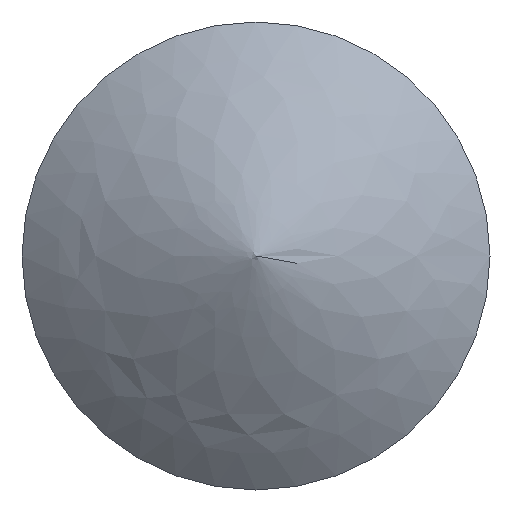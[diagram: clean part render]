
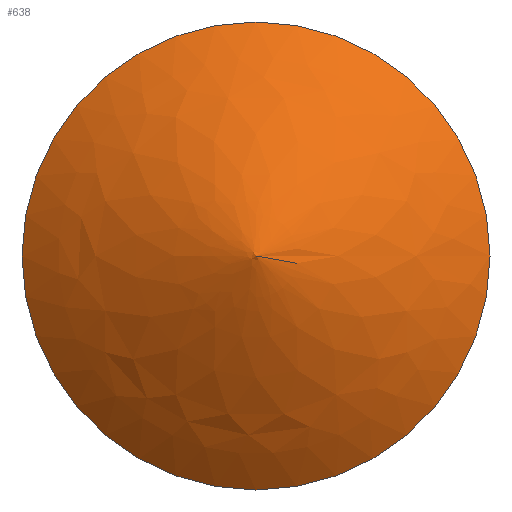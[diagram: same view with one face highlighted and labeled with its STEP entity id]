
A CAD part, front view. The second image highlights one B-rep face of the part: STEP entity #638.
In plain terms, the highlighted face is a revolution surface.
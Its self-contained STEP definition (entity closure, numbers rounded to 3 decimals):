
#43 = CYLINDRICAL_SURFACE('',#44,40.);
#44 = AXIS2_PLACEMENT_3D('',#45,#46,#47);
#45 = CARTESIAN_POINT('',(0.,27.474,0.));
#46 = DIRECTION('',(-0.,-1.,-0.));
#47 = DIRECTION('',(1.,0.,0.));
#91 = VERTEX_POINT('',#92);
#92 = CARTESIAN_POINT('',(40.,22.474,0.));
#113 = EDGE_CURVE('',#91,#91,#114,.T.);
#114 = SURFACE_CURVE('',#115,(#120,#127),.PCURVE_S1.);
#115 = CIRCLE('',#116,40.);
#116 = AXIS2_PLACEMENT_3D('',#117,#118,#119);
#117 = CARTESIAN_POINT('',(0.,22.474,0.));
#118 = DIRECTION('',(0.,-1.,0.));
#119 = DIRECTION('',(1.,0.,0.));
#120 = PCURVE('',#43,#121);
#121 = DEFINITIONAL_REPRESENTATION('',(#122),#126);
#122 = LINE('',#123,#124);
#123 = CARTESIAN_POINT('',(0.,5.));
#124 = VECTOR('',#125,1.);
#125 = DIRECTION('',(1.,0.));
#126 = ( GEOMETRIC_REPRESENTATION_CONTEXT(2) 
PARAMETRIC_REPRESENTATION_CONTEXT() REPRESENTATION_CONTEXT('2D SPACE',''
  ) );
#127 = PCURVE('',#128,#137);
#128 = SURFACE_OF_REVOLUTION('',#129,#134);
#129 = ELLIPSE('',#130,157.368,150.);
#130 = AXIS2_PLACEMENT_3D('',#131,#132,#133);
#131 = CARTESIAN_POINT('',(-50.,148.368,0.));
#132 = DIRECTION('',(-0.,0.,1.));
#133 = DIRECTION('',(0.,-1.,0.));
#134 = AXIS1_PLACEMENT('',#135,#136);
#135 = CARTESIAN_POINT('',(0.,0.,0.));
#136 = DIRECTION('',(-0.,-1.,-0.));
#137 = DEFINITIONAL_REPRESENTATION('',(#138),#142);
#138 = LINE('',#139,#140);
#139 = CARTESIAN_POINT('',(0.,0.644));
#140 = VECTOR('',#141,1.);
#141 = DIRECTION('',(1.,0.));
#142 = ( GEOMETRIC_REPRESENTATION_CONTEXT(2) 
PARAMETRIC_REPRESENTATION_CONTEXT() REPRESENTATION_CONTEXT('2D SPACE',''
  ) );
#638 = ADVANCED_FACE('',(#639),#128,.F.);
#639 = FACE_BOUND('',#640,.F.);
#640 = EDGE_LOOP('',(#641,#665,#666));
#641 = ORIENTED_EDGE('',*,*,#642,.T.);
#642 = EDGE_CURVE('',#643,#91,#645,.T.);
#643 = VERTEX_POINT('',#644);
#644 = CARTESIAN_POINT('',(0.,0.,0.));
#645 = SEAM_CURVE('',#646,(#651,#658),.PCURVE_S1.);
#646 = ELLIPSE('',#647,157.368,150.);
#647 = AXIS2_PLACEMENT_3D('',#648,#649,#650);
#648 = CARTESIAN_POINT('',(-50.,148.368,0.));
#649 = DIRECTION('',(-0.,0.,1.));
#650 = DIRECTION('',(0.,-1.,0.));
#651 = PCURVE('',#128,#652);
#652 = DEFINITIONAL_REPRESENTATION('',(#653),#657);
#653 = LINE('',#654,#655);
#654 = CARTESIAN_POINT('',(0.,0.));
#655 = VECTOR('',#656,1.);
#656 = DIRECTION('',(0.,1.));
#657 = ( GEOMETRIC_REPRESENTATION_CONTEXT(2) 
PARAMETRIC_REPRESENTATION_CONTEXT() REPRESENTATION_CONTEXT('2D SPACE',''
  ) );
#658 = PCURVE('',#128,#659);
#659 = DEFINITIONAL_REPRESENTATION('',(#660),#664);
#660 = LINE('',#661,#662);
#661 = CARTESIAN_POINT('',(6.283,0.));
#662 = VECTOR('',#663,1.);
#663 = DIRECTION('',(0.,1.));
#664 = ( GEOMETRIC_REPRESENTATION_CONTEXT(2) 
PARAMETRIC_REPRESENTATION_CONTEXT() REPRESENTATION_CONTEXT('2D SPACE',''
  ) );
#665 = ORIENTED_EDGE('',*,*,#113,.F.);
#666 = ORIENTED_EDGE('',*,*,#642,.F.);
